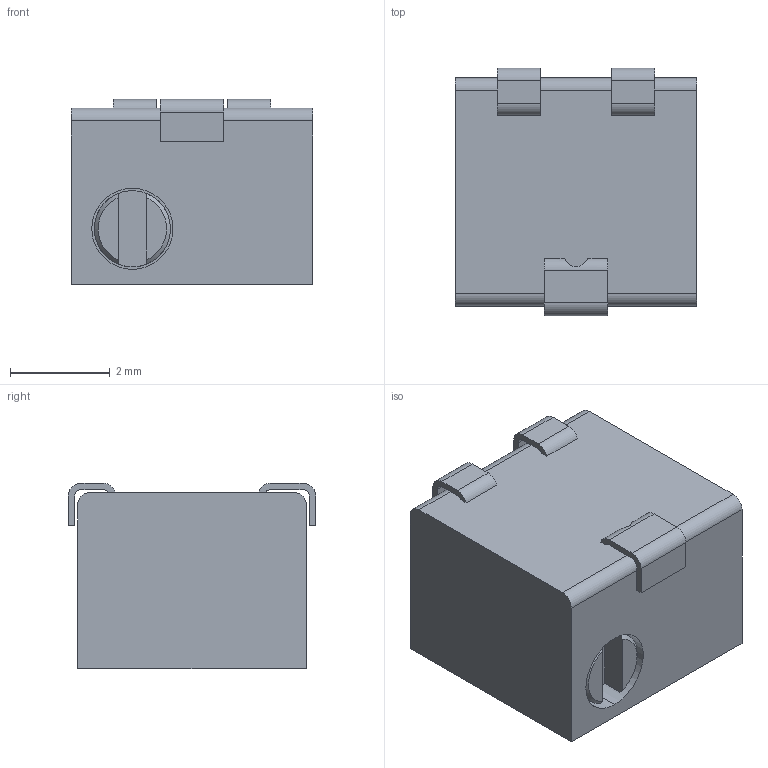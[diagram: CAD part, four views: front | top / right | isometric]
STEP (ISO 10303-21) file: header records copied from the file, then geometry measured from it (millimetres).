
FILE_DESCRIPTION (( 'STEP AP214' ), '1' );
FILE_NAME ('3214J-1-103E.STEP', '2024-10-15T05:28:12', ( '' ), ( '' ), 'SwSTEP 2.0', 'SolidWorks 2016', '' );
FILE_SCHEMA (( 'AUTOMOTIVE_DESIGN' ));
Length unit declared in the file: millimetre
Products named in the file (1): 3214J-1-103E
Bounding box: 4.83 x 4.95 x 3.71 mm (x, y, z)
Volume: 77.6 mm3; surface area: 130.1 mm2
Topology: 1 solids, 2 shells, 63 faces, 164 edges, 109 vertices
Faces by surface type: plane 35, cylinder 22, cone 5, bspline 1
Entity records: 2057 total; most frequent: CARTESIAN_POINT 432, DIRECTION 335, ORIENTED_EDGE 328, EDGE_CURVE 164, AXIS2_PLACEMENT_3D 118, VERTEX_POINT 109, VECTOR 99, LINE 99
